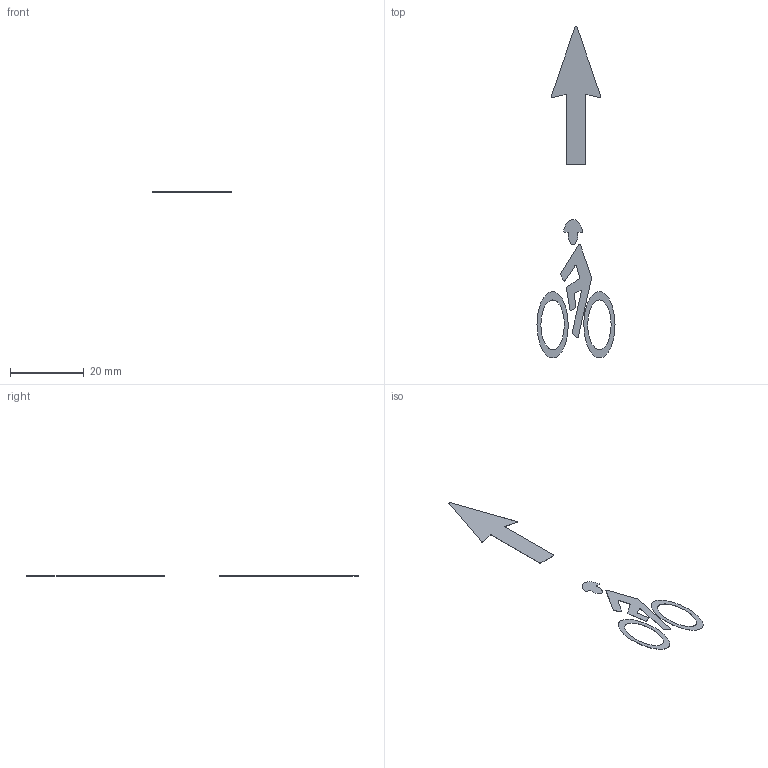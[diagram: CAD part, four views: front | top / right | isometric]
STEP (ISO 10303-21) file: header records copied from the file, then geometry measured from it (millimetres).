
FILE_DESCRIPTION(/* description */ (''),/* implementation_level */ '2;1');
FILE_NAME(/* name */ 'scale bike lane marking 2 decal only',/* time_stamp */ '2025-01-28T13:52:26-05:00',/* author */ (''),/* organization */ (''),/* preprocessor_version */ 'ST-DEVELOPER v19.2',/* originating_system */ 'Rhino 8.15',/* authorisation */ '');
FILE_SCHEMA (('CONFIG_CONTROL_DESIGN'));
Length unit declared in the file: inch
Products named in the file (1): Document
Bounding box: 21.17 x 90.09 x 0.05 mm (x, y, z)
Volume: 22.5 mm3; surface area: 901.1 mm2
Topology: 5 solids, 5 shells, 64 faces, 162 edges, 108 vertices
Faces by surface type: plane 33, cylinder 21, bspline 10
Entity records: 2088 total; most frequent: CARTESIAN_POINT 742, ORIENTED_EDGE 324, EDGE_CURVE 162, DIRECTION 146, VERTEX_POINT 108, AXIS2_PLACEMENT_3D 100, EDGE_LOOP 68, B_SPLINE_CURVE_WITH_KNOTS 68
